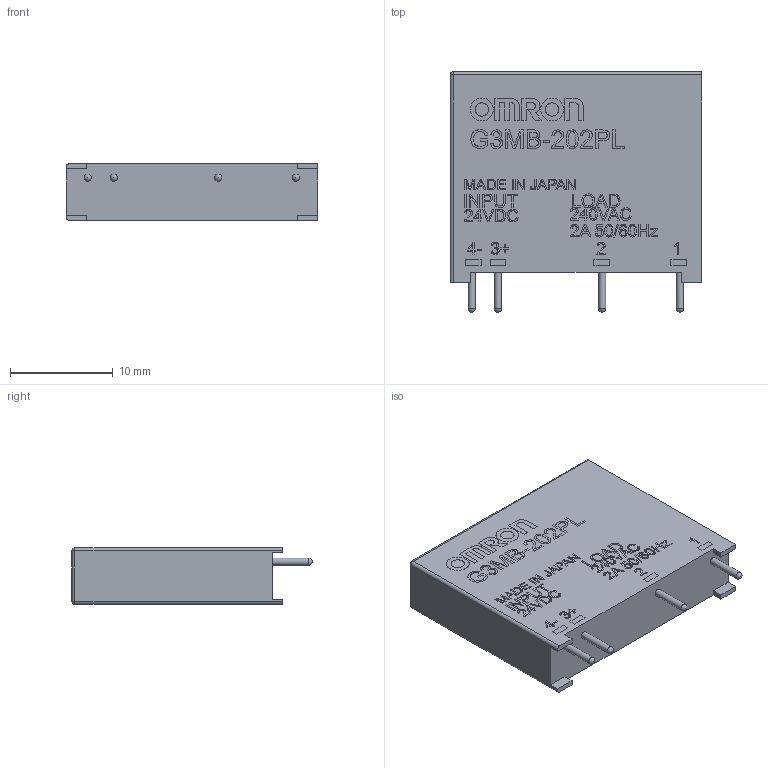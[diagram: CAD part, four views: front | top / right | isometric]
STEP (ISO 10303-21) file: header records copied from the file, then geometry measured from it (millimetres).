
FILE_DESCRIPTION(/* description */ (''),/* implementation_level */ '2;1');
FILE_NAME(/* name */ 'omron g3mb-202p v3.step',/* time_stamp */ '2020-10-19T11:38:02+02:00',/* author */ (''),/* organization */ (''),/* preprocessor_version */ 'ST-DEVELOPER v18.1',/* originating_system */ 'Autodesk Translation Framework v9.3.0.1241',/* authorisation */ '');
FILE_SCHEMA (('AUTOMOTIVE_DESIGN { 1 0 10303 214 3 1 1 }'));
Length unit declared in the file: millimetre
Products named in the file (1): omron g3mb-202p
Bounding box: 24.5 x 23.4 x 5.51 mm (x, y, z)
Volume: 2639.8 mm3; surface area: 1609 mm2
Topology: 70 solids, 70 shells, 1137 faces, 2997 edges, 1996 vertices
Faces by surface type: plane 576, bspline 546, cylinder 9, sphere 6
Full cylindrical faces by diameter (mm): 0.7 x4
Entity records: 39705 total; most frequent: CARTESIAN_POINT 15301, ORIENTED_EDGE 5986, DIRECTION 3111, EDGE_CURVE 2993, VERTEX_POINT 1996, LINE 1875, VECTOR 1875, EDGE_LOOP 1187
